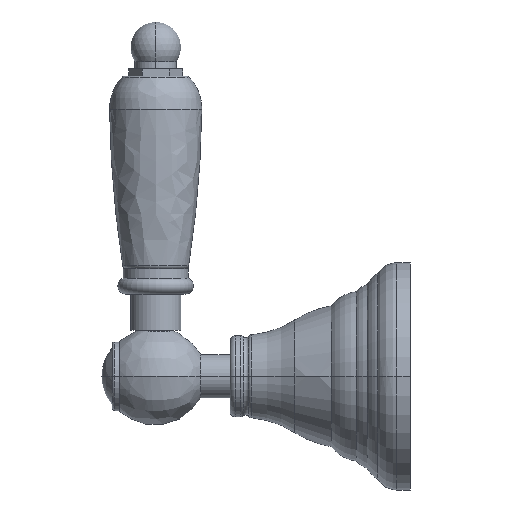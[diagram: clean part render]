
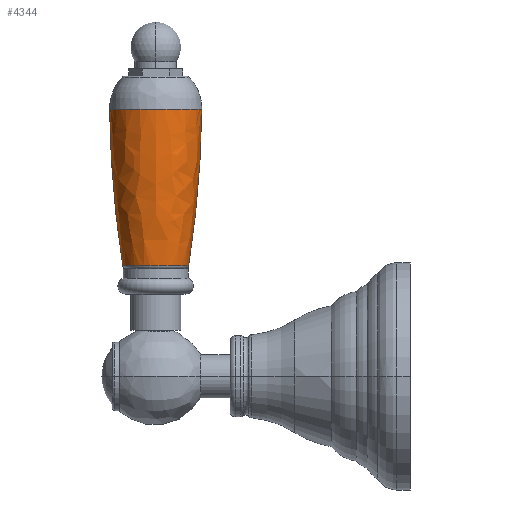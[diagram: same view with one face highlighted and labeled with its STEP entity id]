
A CAD part, left-side view. The second image highlights one B-rep face of the part: STEP entity #4344.
In plain terms, the highlighted free-form (B-spline) face has degree [3, 3] with [7, 4] control points.
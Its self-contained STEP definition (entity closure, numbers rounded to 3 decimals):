
#2116=CARTESIAN_POINT('',(0.,148.3,74.068));
#2117=DIRECTION('',(0.,0.,-1.));
#2118=DIRECTION('',(0.,-1.,0.));
#2119=AXIS2_PLACEMENT_3D('',#2116,#2117,#2118);
#2136=CARTESIAN_POINT('',(0.,435.5,77.377));
#2137=DIRECTION('',(-1.,0.,0.));
#2138=DIRECTION('',(0.,-0.988,-0.156));
#2139=AXIS2_PLACEMENT_3D('',#2136,#2137,#2138);
#2141=CARTESIAN_POINT('',(0.,-138.9,77.377));
#2142=DIRECTION('',(1.,0.,0.));
#2143=DIRECTION('',(0.,0.988,-0.156));
#2144=AXIS2_PLACEMENT_3D('',#2141,#2142,#2143);
#2151=CARTESIAN_POINT('',(0.,148.3,30.644));
#2152=DIRECTION('',(0.,0.,-1.));
#2153=DIRECTION('',(0.,-1.,0.));
#2154=AXIS2_PLACEMENT_3D('',#2151,#2152,#2153);
#3871=CARTESIAN_POINT('',(0.,139.162,
30.644));
#3872=CARTESIAN_POINT('',(0.,135.518,
74.068));
#3873=VERTEX_POINT('',#3871);
#3874=VERTEX_POINT('',#3872);
#3879=CARTESIAN_POINT('',(0.,157.438,
30.644));
#3880=CARTESIAN_POINT('',(0.,161.082,
74.068));
#3881=VERTEX_POINT('',#3879);
#3882=VERTEX_POINT('',#3880);
#4308=CARTESIAN_POINT('',(0.803,135.535,74.941));
#4309=CARTESIAN_POINT('',(0.795,135.658,59.807));
#4310=CARTESIAN_POINT('',(0.716,136.921,44.725));
#4311=CARTESIAN_POINT('',(0.565,139.317,29.783));
#4312=CARTESIAN_POINT('',(-7.052,135.041,74.941));
#4313=CARTESIAN_POINT('',(-6.985,135.168,59.807));
#4314=CARTESIAN_POINT('',(-6.287,136.48,44.725));
#4315=CARTESIAN_POINT('',(-4.963,138.969,29.783));
#4316=CARTESIAN_POINT('',(-12.79,140.429,74.941));
#4317=CARTESIAN_POINT('',(-12.667,140.505,59.807));
#4318=CARTESIAN_POINT('',(-11.402,141.283,44.725));
#4319=CARTESIAN_POINT('',(-9.001,142.761,29.783));
#4320=CARTESIAN_POINT('',(-12.79,148.3,74.941));
#4321=CARTESIAN_POINT('',(-12.667,148.3,59.807));
#4322=CARTESIAN_POINT('',(-11.402,148.3,44.725));
#4323=CARTESIAN_POINT('',(-9.001,148.3,29.783));
#4324=CARTESIAN_POINT('',(-12.79,156.171,74.941));
#4325=CARTESIAN_POINT('',(-12.667,156.095,59.807));
#4326=CARTESIAN_POINT('',(-11.402,155.317,44.725));
#4327=CARTESIAN_POINT('',(-9.001,153.839,29.783));
#4328=CARTESIAN_POINT('',(-7.052,161.559,74.941));
#4329=CARTESIAN_POINT('',(-6.985,161.432,59.807));
#4330=CARTESIAN_POINT('',(-6.287,160.12,44.725));
#4331=CARTESIAN_POINT('',(-4.963,157.631,29.783));
#4332=CARTESIAN_POINT('',(0.803,161.065,74.941));
#4333=CARTESIAN_POINT('',(0.795,160.942,59.807));
#4334=CARTESIAN_POINT('',(0.716,159.679,44.725));
#4335=CARTESIAN_POINT('',(0.565,157.283,29.783));
#4336=(BOUNDED_SURFACE()B_SPLINE_SURFACE(3,3,((#4308,#4309,#4310,#4311),(#4312,
#4313,#4314,#4315),(#4316,#4317,#4318,#4319),(#4320,#4321,#4322,#4323),(#4324,
#4325,#4326,#4327),(#4328,#4329,#4330,#4331),(#4332,#4333,#4334,#4335)),
.UNSPECIFIED.,.F.,.F.,.F.)B_SPLINE_SURFACE_WITH_KNOTS((4,3,4),(4,4),(0.,1.,
2.),(0.,1.),.UNSPECIFIED.)GEOMETRIC_REPRESENTATION_ITEM()RATIONAL_B_SPLINE_SURFACE(((1.189,1.187,1.187,1.189),(
0.939,0.937,0.937,0.939),(
0.939,0.937,0.937,0.939),(
1.189,1.187,1.187,1.189),(
0.939,0.937,0.937,0.939),(
0.939,0.937,0.937,0.939),(
1.189,1.187,1.187,1.189)))REPRESENTATION_ITEM('')SURFACE());
#4337=ORIENTED_EDGE('',*,*,#4291,.F.);
#4339=ORIENTED_EDGE('',*,*,#4338,.T.);
#4340=ORIENTED_EDGE('',*,*,#4294,.T.);
#4341=ORIENTED_EDGE('',*,*,#4203,.F.);
#4342=EDGE_LOOP('',(#4337,#4339,#4340,#4341));
#4343=FACE_OUTER_BOUND('',#4342,.F.);
#4344=ADVANCED_FACE('',(#4343),#4336,.T.);
#2120=CIRCLE('',#2119,12.782);
#2140=CIRCLE('',#2139,300.);
#2145=CIRCLE('',#2144,300.);
#2155=CIRCLE('',#2154,9.138);
#4203=EDGE_CURVE('',#3874,#3882,#2120,.T.);
#4291=EDGE_CURVE('',#3873,#3874,#2140,.T.);
#4294=EDGE_CURVE('',#3881,#3882,#2145,.T.);
#4338=EDGE_CURVE('',#3873,#3881,#2155,.T.);
